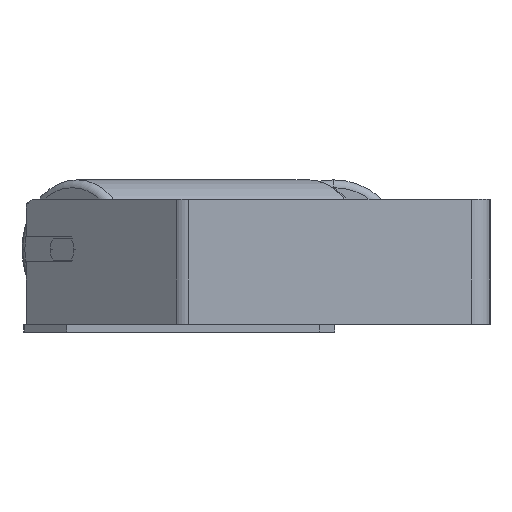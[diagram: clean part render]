
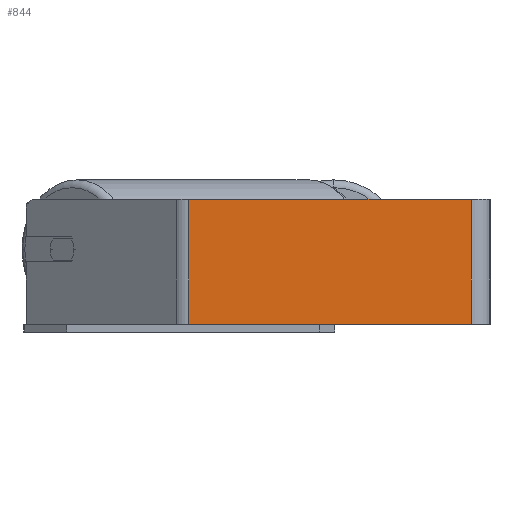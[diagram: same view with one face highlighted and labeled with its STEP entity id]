
A CAD part, left-side view. The second image highlights one B-rep face of the part: STEP entity #844.
In plain terms, the highlighted planar face has unit normal (-1, 0, 0).
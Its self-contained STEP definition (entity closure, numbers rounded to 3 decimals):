
#662 = PLANE ( 'NONE',  #1089 ) ;
#844 = ADVANCED_FACE ( 'NONE', ( #8900 ), #662, .F. ) ;
#851 = LINE ( 'NONE', #5622, #6126 ) ;
#1016 = VECTOR ( 'NONE', #5269, 1000. ) ;
#1089 = AXIS2_PLACEMENT_3D ( 'NONE', #8266, #2770, #7585 ) ;
#1743 = CARTESIAN_POINT ( 'NONE',  ( -415., 197.323, -40. ) ) ;
#2426 = LINE ( 'NONE', #1743, #1016 ) ;
#2527 = CARTESIAN_POINT ( 'NONE',  ( -415., 192.956, -40. ) ) ;
#2745 = CARTESIAN_POINT ( 'NONE',  ( -415., 192.956, 40. ) ) ;
#2770 = DIRECTION ( 'NONE',  ( 1., 0., 0. ) ) ;
#3036 = VERTEX_POINT ( 'NONE', #2527 ) ;
#3213 = VERTEX_POINT ( 'NONE', #2745 ) ;
#3343 = ORIENTED_EDGE ( 'NONE', *, *, #3682, .F. ) ;
#3682 = EDGE_CURVE ( 'NONE', #8186, #6560, #851, .T. ) ;
#4080 = LINE ( 'NONE', #7435, #4399 ) ;
#4399 = VECTOR ( 'NONE', #6876, 1000. ) ;
#4483 = EDGE_CURVE ( 'NONE', #3036, #6560, #2426, .T. ) ;
#5069 = ORIENTED_EDGE ( 'NONE', *, *, #4483, .T. ) ;
#5080 = ORIENTED_EDGE ( 'NONE', *, *, #5530, .T. ) ;
#5184 = DIRECTION ( 'NONE',  ( 0., -1., 0. ) ) ;
#5269 = DIRECTION ( 'NONE',  ( 0., -1., 0. ) ) ;
#5530 = EDGE_CURVE ( 'NONE', #3213, #3036, #4080, .T. ) ;
#5562 = CARTESIAN_POINT ( 'NONE',  ( -415., 12., 40. ) ) ;
#5622 = CARTESIAN_POINT ( 'NONE',  ( -415., 12., 40. ) ) ;
#6126 = VECTOR ( 'NONE', #8409, 1000. ) ;
#6560 = VERTEX_POINT ( 'NONE', #7635 ) ;
#6876 = DIRECTION ( 'NONE',  ( 0., 0., -1. ) ) ;
#7435 = CARTESIAN_POINT ( 'NONE',  ( -415., 192.956, 40. ) ) ;
#7585 = DIRECTION ( 'NONE',  ( 0., 0., -1. ) ) ;
#7635 = CARTESIAN_POINT ( 'NONE',  ( -415., 12., -40. ) ) ;
#7965 = ORIENTED_EDGE ( 'NONE', *, *, #8838, .F. ) ;
#8015 = CARTESIAN_POINT ( 'NONE',  ( -415., 197.323, 40. ) ) ;
#8106 = LINE ( 'NONE', #8015, #8803 ) ;
#8186 = VERTEX_POINT ( 'NONE', #5562 ) ;
#8240 = EDGE_LOOP ( 'NONE', ( #5069, #3343, #7965, #5080 ) ) ;
#8266 = CARTESIAN_POINT ( 'NONE',  ( -415., 197.323, 40. ) ) ;
#8409 = DIRECTION ( 'NONE',  ( 0., 0., -1. ) ) ;
#8803 = VECTOR ( 'NONE', #5184, 1000. ) ;
#8838 = EDGE_CURVE ( 'NONE', #3213, #8186, #8106, .T. ) ;
#8900 = FACE_OUTER_BOUND ( 'NONE', #8240, .T. ) ;
